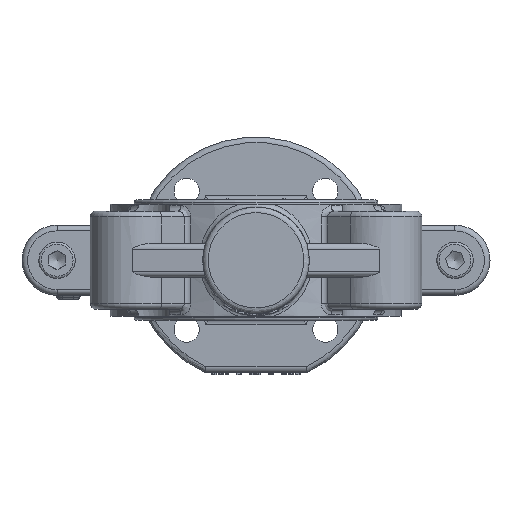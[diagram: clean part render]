
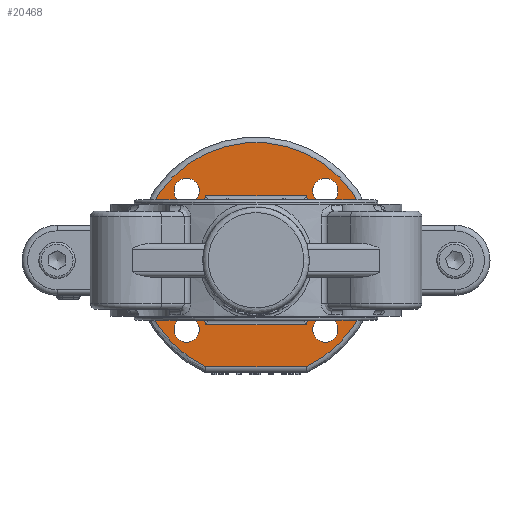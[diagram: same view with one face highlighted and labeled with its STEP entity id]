
A CAD part, front view. The second image highlights one B-rep face of the part: STEP entity #20468.
In plain terms, the highlighted planar face has unit normal (0, -1, 0).
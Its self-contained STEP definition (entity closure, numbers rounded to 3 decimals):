
#2353=LINE('',#32961,#3633);
#2354=LINE('',#32967,#3634);
#2355=LINE('',#32971,#3635);
#2356=LINE('',#32975,#3636);
#2357=LINE('',#32979,#3637);
#2358=LINE('',#32983,#3638);
#2359=LINE('',#32986,#3639);
#2360=LINE('',#32988,#3640);
#2380=LINE('',#33243,#3660);
#3633=VECTOR('',#24088,10.);
#3634=VECTOR('',#24095,10.);
#3635=VECTOR('',#24100,10.);
#3636=VECTOR('',#24105,10.);
#3637=VECTOR('',#24110,10.);
#3638=VECTOR('',#24115,10.);
#3639=VECTOR('',#24120,10.);
#3640=VECTOR('',#24123,10.);
#3660=VECTOR('',#24253,10.);
#4501=FACE_BOUND('',#6449,.T.);
#4502=FACE_BOUND('',#6450,.T.);
#4503=FACE_BOUND('',#6451,.T.);
#4504=FACE_BOUND('',#6452,.T.);
#4505=FACE_BOUND('',#6453,.T.);
#5196=FACE_OUTER_BOUND('',#6448,.T.);
#6448=EDGE_LOOP('',(#15632,#15633));
#6449=EDGE_LOOP('',(#15634));
#6450=EDGE_LOOP('',(#15635));
#6451=EDGE_LOOP('',(#15636));
#6452=EDGE_LOOP('',(#15637));
#6453=EDGE_LOOP('',(#15638,#15639,#15640,#15641,#15642,#15643,#15644,#15645));
#7229=CIRCLE('',#21535,42.);
#7230=CIRCLE('',#21536,4.5);
#7231=CIRCLE('',#21537,4.5);
#7232=CIRCLE('',#21538,4.5);
#7233=CIRCLE('',#21539,4.5);
#8735=VERTEX_POINT('',#32958);
#8736=VERTEX_POINT('',#32960);
#8737=VERTEX_POINT('',#32964);
#8738=VERTEX_POINT('',#32966);
#8739=VERTEX_POINT('',#32970);
#8740=VERTEX_POINT('',#32974);
#8741=VERTEX_POINT('',#32978);
#8742=VERTEX_POINT('',#32982);
#8792=VERTEX_POINT('',#33240);
#8793=VERTEX_POINT('',#33241);
#8794=VERTEX_POINT('',#33244);
#8795=VERTEX_POINT('',#33246);
#8796=VERTEX_POINT('',#33248);
#8797=VERTEX_POINT('',#33250);
#11147=EDGE_CURVE('',#8735,#8736,#2353,.T.);
#11150=EDGE_CURVE('',#8737,#8738,#2354,.T.);
#11152=EDGE_CURVE('',#8738,#8739,#2355,.T.);
#11154=EDGE_CURVE('',#8739,#8740,#2356,.T.);
#11156=EDGE_CURVE('',#8740,#8741,#2357,.T.);
#11158=EDGE_CURVE('',#8741,#8742,#2358,.T.);
#11160=EDGE_CURVE('',#8742,#8735,#2359,.T.);
#11161=EDGE_CURVE('',#8736,#8737,#2360,.T.);
#11233=EDGE_CURVE('',#8792,#8793,#7229,.T.);
#11234=EDGE_CURVE('',#8793,#8792,#2380,.T.);
#11235=EDGE_CURVE('',#8794,#8794,#7230,.T.);
#11236=EDGE_CURVE('',#8795,#8795,#7231,.T.);
#11237=EDGE_CURVE('',#8796,#8796,#7232,.T.);
#11238=EDGE_CURVE('',#8797,#8797,#7233,.T.);
#15632=ORIENTED_EDGE('',*,*,#11233,.F.);
#15633=ORIENTED_EDGE('',*,*,#11234,.F.);
#15634=ORIENTED_EDGE('',*,*,#11235,.T.);
#15635=ORIENTED_EDGE('',*,*,#11236,.T.);
#15636=ORIENTED_EDGE('',*,*,#11237,.T.);
#15637=ORIENTED_EDGE('',*,*,#11238,.T.);
#15638=ORIENTED_EDGE('',*,*,#11160,.F.);
#15639=ORIENTED_EDGE('',*,*,#11158,.F.);
#15640=ORIENTED_EDGE('',*,*,#11156,.F.);
#15641=ORIENTED_EDGE('',*,*,#11154,.F.);
#15642=ORIENTED_EDGE('',*,*,#11152,.F.);
#15643=ORIENTED_EDGE('',*,*,#11150,.F.);
#15644=ORIENTED_EDGE('',*,*,#11161,.F.);
#15645=ORIENTED_EDGE('',*,*,#11147,.F.);
#18582=PLANE('',#21534);
#20468=ADVANCED_FACE('',(#5196,#4501,#4502,#4503,#4504,#4505),#18582,.F.);
#21534=AXIS2_PLACEMENT_3D('',#33239,#24249,#24250);
#21535=AXIS2_PLACEMENT_3D('',#33242,#24251,#24252);
#21536=AXIS2_PLACEMENT_3D('',#33245,#24254,#24255);
#21537=AXIS2_PLACEMENT_3D('',#33247,#24256,#24257);
#21538=AXIS2_PLACEMENT_3D('',#33249,#24258,#24259);
#21539=AXIS2_PLACEMENT_3D('',#33251,#24260,#24261);
#24088=DIRECTION('',(-1.,0.,0.));
#24095=DIRECTION('',(0.,0.,-1.));
#24100=DIRECTION('',(0.294,0.,-0.956));
#24105=DIRECTION('',(1.,0.,0.));
#24110=DIRECTION('',(0.294,0.,0.956));
#24115=DIRECTION('',(0.,0.,1.));
#24120=DIRECTION('',(-0.294,0.,0.956));
#24123=DIRECTION('',(-0.294,0.,-0.956));
#24249=DIRECTION('center_axis',(0.,1.,0.));
#24250=DIRECTION('ref_axis',(0.,0.,1.));
#24251=DIRECTION('center_axis',(0.,1.,0.));
#24252=DIRECTION('ref_axis',(0.,0.,1.));
#24253=DIRECTION('',(-1.,0.,0.));
#24254=DIRECTION('center_axis',(0.,1.,0.));
#24255=DIRECTION('ref_axis',(0.,0.,-1.));
#24256=DIRECTION('center_axis',(0.,1.,0.));
#24257=DIRECTION('ref_axis',(1.,0.,0.));
#24258=DIRECTION('center_axis',(0.,1.,0.));
#24259=DIRECTION('ref_axis',(0.,0.,1.));
#24260=DIRECTION('center_axis',(0.,1.,0.));
#24261=DIRECTION('ref_axis',(-1.,0.,0.));
#32958=CARTESIAN_POINT('',(17.954,118.,23.));
#32960=CARTESIAN_POINT('',(-17.954,118.,23.));
#32961=CARTESIAN_POINT('',(-7.5,118.,23.));
#32964=CARTESIAN_POINT('',(-23.,118.,6.601));
#32966=CARTESIAN_POINT('',(-23.,118.,-6.601));
#32967=CARTESIAN_POINT('',(-23.,118.,-1.642));
#32970=CARTESIAN_POINT('',(-17.954,118.,-23.));
#32971=CARTESIAN_POINT('',(-20.383,118.,-15.106));
#32974=CARTESIAN_POINT('',(17.954,118.,-23.));
#32975=CARTESIAN_POINT('',(7.5,118.,-23.));
#32978=CARTESIAN_POINT('',(23.,118.,-6.601));
#32979=CARTESIAN_POINT('',(22.383,118.,-8.606));
#32982=CARTESIAN_POINT('',(23.,118.,6.601));
#32983=CARTESIAN_POINT('',(23.,118.,-1.642));
#32986=CARTESIAN_POINT('',(21.306,118.,12.106));
#32988=CARTESIAN_POINT('',(-23.306,118.,5.606));
#33239=CARTESIAN_POINT('Origin',(0.,118.,-3.283));
#33240=CARTESIAN_POINT('',(-17.889,118.,-38.));
#33241=CARTESIAN_POINT('',(17.889,118.,-38.));
#33242=CARTESIAN_POINT('Origin',(0.,118.,0.));
#33243=CARTESIAN_POINT('',(9.165,118.,-38.));
#33244=CARTESIAN_POINT('',(24.749,118.,29.249));
#33245=CARTESIAN_POINT('Origin',(24.749,118.,24.749));
#33246=CARTESIAN_POINT('',(-29.249,118.,24.749));
#33247=CARTESIAN_POINT('Origin',(-24.749,118.,24.749));
#33248=CARTESIAN_POINT('',(-24.749,118.,-29.249));
#33249=CARTESIAN_POINT('Origin',(-24.749,118.,-24.749));
#33250=CARTESIAN_POINT('',(29.249,118.,-24.749));
#33251=CARTESIAN_POINT('Origin',(24.749,118.,-24.749));
